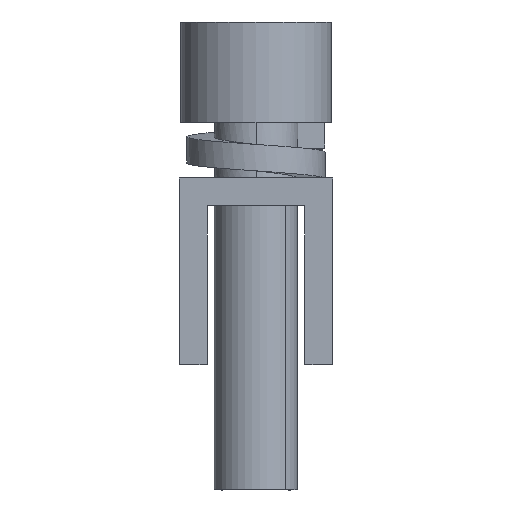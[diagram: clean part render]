
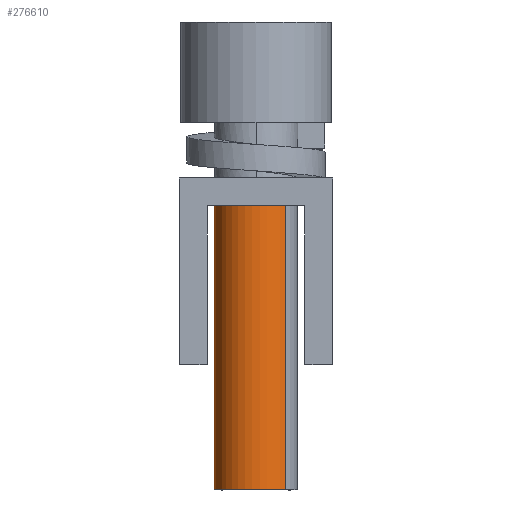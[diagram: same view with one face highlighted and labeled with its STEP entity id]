
A CAD part, left-side view. The second image highlights one B-rep face of the part: STEP entity #276610.
In plain terms, the highlighted cylindrical face has radius 1.5 mm (diameter 3 mm), a partial arc.
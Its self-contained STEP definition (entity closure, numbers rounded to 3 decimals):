
#18160=CARTESIAN_POINT('',(48.625,2.,49.75));
#18170=DIRECTION('',(0.,1.,0.));
#18180=DIRECTION('',(0.707,0.,
0.707));
#18190=AXIS2_PLACEMENT_3D('',#18160,#18170,#18180);
#18200=CIRCLE('',#18190,1.5);
#18210=CARTESIAN_POINT('',(49.686,2.,50.811));
#18220=VERTEX_POINT('',#18210);
#18230=CARTESIAN_POINT('',(47.564,2.,48.689));
#18240=VERTEX_POINT('',#18230);
#18250=EDGE_CURVE('',#18220,#18240,#18200,.T.);
#25420=CARTESIAN_POINT('',(47.564,5.6,48.689));
#25430=DIRECTION('',(0.,1.,0.));
#25440=VECTOR('',#25430,1.);
#25450=LINE('',#25420,#25440);
#25460=CARTESIAN_POINT('',(47.564,12.2,
48.689));
#25470=VERTEX_POINT('',#25460);
#25480=EDGE_CURVE('',#18240,#25470,#25450,.T.);
#25500=CARTESIAN_POINT('',(48.625,12.2,49.75));
#25510=DIRECTION('',(0.,1.,0.));
#25520=DIRECTION('',(0.707,0.,
0.707));
#25530=AXIS2_PLACEMENT_3D('',#25500,#25510,#25520);
#25540=CIRCLE('',#25530,1.5);
#25550=CARTESIAN_POINT('',(49.686,12.2,
50.811));
#25560=VERTEX_POINT('',#25550);
#25590=CARTESIAN_POINT('',(49.686,5.6,50.811));
#25600=DIRECTION('',(0.,1.,0.));
#25610=VECTOR('',#25600,1.);
#25620=LINE('',#25590,#25610);
#25630=EDGE_CURVE('',#18220,#25560,#25620,.T.);
#25810=EDGE_CURVE('',#25560,#25470,#25540,.T.);
#276500=CARTESIAN_POINT('',(48.625,5.6,49.75));
#276510=DIRECTION('',(0.,1.,0.));
#276520=DIRECTION('',(0.707,0.,
0.707));
#276530=AXIS2_PLACEMENT_3D('',#276500,#276510,#276520);
#276540=CYLINDRICAL_SURFACE('',#276530,1.5);
#276550=ORIENTED_EDGE('',*,*,#25810,.F.);
#276560=ORIENTED_EDGE('',*,*,#25480,.T.);
#276570=ORIENTED_EDGE('',*,*,#18250,.T.);
#276580=ORIENTED_EDGE('',*,*,#25630,.F.);
#276590=EDGE_LOOP('',(#276580,#276570,#276560,#276550));
#276600=FACE_OUTER_BOUND('',#276590,.T.);
#276610=ADVANCED_FACE('',(#276600),#276540,.T.);
